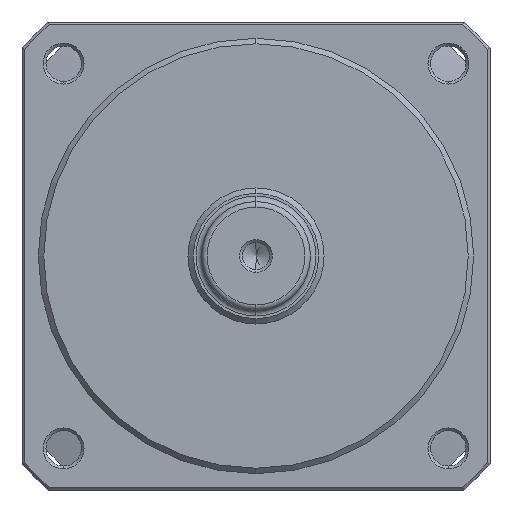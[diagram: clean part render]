
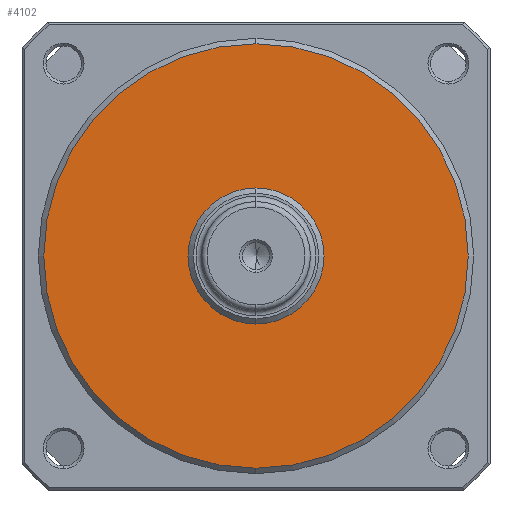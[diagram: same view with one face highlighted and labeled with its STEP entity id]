
A CAD part, left-side view. The second image highlights one B-rep face of the part: STEP entity #4102.
In plain terms, the highlighted planar face has unit normal (-1, 0, 0).
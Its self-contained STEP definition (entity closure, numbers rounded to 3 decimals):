
#60 = FACE_BOUND ( 'NONE', #1501, .T. ) ;
#198 = CARTESIAN_POINT ( 'NONE',  ( 38., 0., -39. ) ) ;
#313 = DIRECTION ( 'NONE',  ( 0., 0., 1. ) ) ;
#536 = CARTESIAN_POINT ( 'NONE',  ( 38., 0., 12.5 ) ) ;
#629 = AXIS2_PLACEMENT_3D ( 'NONE', #1364, #1689, #2896 ) ;
#783 = FACE_OUTER_BOUND ( 'NONE', #2121, .T. ) ;
#829 = EDGE_CURVE ( 'NONE', #3830, #3235, #4950, .T. ) ;
#1364 = CARTESIAN_POINT ( 'NONE',  ( 38., 0., 0. ) ) ;
#1501 = EDGE_LOOP ( 'NONE', ( #3811, #3992 ) ) ;
#1671 = VERTEX_POINT ( 'NONE', #198 ) ;
#1689 = DIRECTION ( 'NONE',  ( -1., 0., 0. ) ) ;
#1702 = DIRECTION ( 'NONE',  ( 0., 0., 1. ) ) ;
#1762 = CARTESIAN_POINT ( 'NONE',  ( 38., 0., -12.5 ) ) ;
#1765 = EDGE_CURVE ( 'NONE', #3235, #3830, #4901, .T. ) ;
#1800 = ORIENTED_EDGE ( 'NONE', *, *, #4675, .T. ) ;
#1998 = CARTESIAN_POINT ( 'NONE',  ( 38., 0., 0. ) ) ;
#2020 = CIRCLE ( 'NONE', #2891, 39. ) ;
#2121 = EDGE_LOOP ( 'NONE', ( #1800, #2406 ) ) ;
#2311 = CARTESIAN_POINT ( 'NONE',  ( 38., 12.5, 0. ) ) ;
#2392 = CIRCLE ( 'NONE', #629, 39. ) ;
#2406 = ORIENTED_EDGE ( 'NONE', *, *, #3615, .T. ) ;
#2529 = VERTEX_POINT ( 'NONE', #4715 ) ;
#2530 = DIRECTION ( 'NONE',  ( -1., 0., 0. ) ) ;
#2615 = DIRECTION ( 'NONE',  ( -1., 0., 0. ) ) ;
#2891 = AXIS2_PLACEMENT_3D ( 'NONE', #2959, #2530, #313 ) ;
#2896 = DIRECTION ( 'NONE',  ( 0., 0., 1. ) ) ;
#2959 = CARTESIAN_POINT ( 'NONE',  ( 38., 0., 0. ) ) ;
#3043 = DIRECTION ( 'NONE',  ( 0., 0., 1. ) ) ;
#3235 = VERTEX_POINT ( 'NONE', #1762 ) ;
#3256 = AXIS2_PLACEMENT_3D ( 'NONE', #2311, #3860, #3388 ) ;
#3374 = AXIS2_PLACEMENT_3D ( 'NONE', #1998, #2615, #3043 ) ;
#3388 = DIRECTION ( 'NONE',  ( 0., 0., -1. ) ) ;
#3615 = EDGE_CURVE ( 'NONE', #2529, #1671, #2392, .T. ) ;
#3630 = DIRECTION ( 'NONE',  ( -1., 0., 0. ) ) ;
#3678 = CARTESIAN_POINT ( 'NONE',  ( 38., 0., 0. ) ) ;
#3811 = ORIENTED_EDGE ( 'NONE', *, *, #829, .F. ) ;
#3830 = VERTEX_POINT ( 'NONE', #536 ) ;
#3860 = DIRECTION ( 'NONE',  ( 1., 0., 0. ) ) ;
#3992 = ORIENTED_EDGE ( 'NONE', *, *, #1765, .F. ) ;
#4102 = ADVANCED_FACE ( 'NONE', ( #60, #783 ), #4165, .F. ) ;
#4165 = PLANE ( 'NONE',  #3256 ) ;
#4309 = AXIS2_PLACEMENT_3D ( 'NONE', #3678, #3630, #1702 ) ;
#4675 = EDGE_CURVE ( 'NONE', #1671, #2529, #2020, .T. ) ;
#4715 = CARTESIAN_POINT ( 'NONE',  ( 38., 0., 39. ) ) ;
#4901 = CIRCLE ( 'NONE', #3374, 12.5 ) ;
#4950 = CIRCLE ( 'NONE', #4309, 12.5 ) ;
